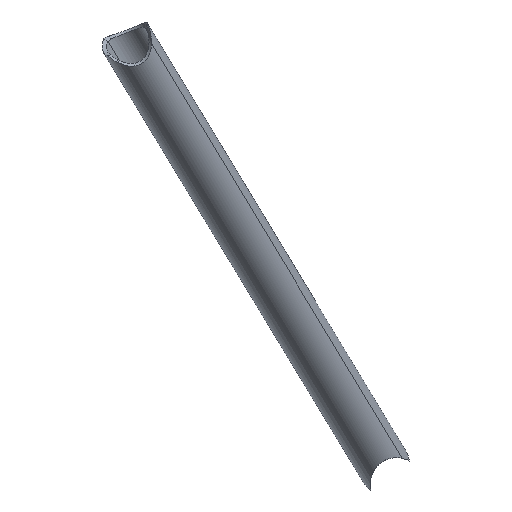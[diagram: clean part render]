
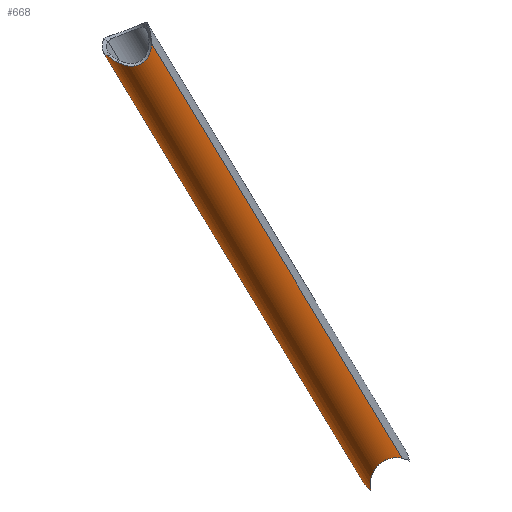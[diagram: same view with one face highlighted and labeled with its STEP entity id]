
A CAD part, left-side view. The second image highlights one B-rep face of the part: STEP entity #668.
In plain terms, the highlighted cylindrical face has radius 10 mm (diameter 20 mm), a partial arc.
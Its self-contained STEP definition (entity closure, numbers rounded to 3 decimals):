
#262=CARTESIAN_POINT('Vertex',(-2104.428,-211.608,274.608)) ;
#265=CARTESIAN_POINT('Line Origine',(-2021.843,-260.47,193.811)) ;
#269=CARTESIAN_POINT('Vertex',(-1943.732,-306.685,117.39)) ;
#322=CARTESIAN_POINT('Vertex',(-1935.082,-288.565,118.89)) ;
#325=CARTESIAN_POINT('Line Origine',(-2011.659,-243.257,193.811)) ;
#329=CARTESIAN_POINT('Vertex',(-2096.,-193.355,276.327)) ;
#495=CARTESIAN_POINT('Control Point',(-1940.76,-294.548,107.621)) ;
#496=CARTESIAN_POINT('Control Point',(-1941.993,-294.548,108.351)) ;
#497=CARTESIAN_POINT('Control Point',(-1943.215,-294.614,109.098)) ;
#498=CARTESIAN_POINT('Control Point',(-1944.401,-294.753,109.863)) ;
#499=CARTESIAN_POINT('Control Point',(-1946.219,-295.104,111.112)) ;
#500=CARTESIAN_POINT('Control Point',(-1947.865,-295.768,112.454)) ;
#501=CARTESIAN_POINT('Control Point',(-1948.421,-296.051,112.944)) ;
#502=CARTESIAN_POINT('Control Point',(-1949.25,-296.603,113.755)) ;
#503=CARTESIAN_POINT('Control Point',(-1949.881,-297.347,114.58)) ;
#504=CARTESIAN_POINT('Control Point',(-1950.086,-297.662,114.895)) ;
#505=CARTESIAN_POINT('Control Point',(-1950.375,-298.314,115.472)) ;
#506=CARTESIAN_POINT('Control Point',(-1950.456,-299.059,115.997)) ;
#507=CARTESIAN_POINT('Control Point',(-1950.443,-299.421,116.223)) ;
#508=CARTESIAN_POINT('Control Point',(-1950.289,-300.307,116.712)) ;
#509=CARTESIAN_POINT('Control Point',(-1949.886,-301.187,117.063)) ;
#510=CARTESIAN_POINT('Control Point',(-1949.583,-301.684,117.221)) ;
#511=CARTESIAN_POINT('Control Point',(-1948.732,-302.845,117.517)) ;
#512=CARTESIAN_POINT('Control Point',(-1947.679,-303.874,117.625)) ;
#513=CARTESIAN_POINT('Control Point',(-1947.015,-304.443,117.643)) ;
#514=CARTESIAN_POINT('Control Point',(-1945.967,-305.25,117.615)) ;
#515=CARTESIAN_POINT('Control Point',(-1944.872,-305.983,117.522)) ;
#516=CARTESIAN_POINT('Control Point',(-1944.496,-306.225,117.484)) ;
#517=CARTESIAN_POINT('Control Point',(-1944.116,-306.459,117.44)) ;
#518=CARTESIAN_POINT('Control Point',(-1943.732,-306.685,117.39)) ;
#519=CARTESIAN_POINT('Vertex',(-1940.76,-294.548,107.621)) ;
#542=CARTESIAN_POINT('Vertex',(-2104.637,-194.986,270.022)) ;
#546=CARTESIAN_POINT('Control Point',(-2104.637,-194.986,270.022)) ;
#547=CARTESIAN_POINT('Control Point',(-2104.666,-195.934,269.134)) ;
#548=CARTESIAN_POINT('Control Point',(-2104.763,-196.976,268.348)) ;
#549=CARTESIAN_POINT('Control Point',(-2104.887,-198.113,267.698)) ;
#550=CARTESIAN_POINT('Control Point',(-2105.034,-199.324,267.246)) ;
#551=CARTESIAN_POINT('Vertex',(-2105.034,-199.324,267.246)) ;
#569=CARTESIAN_POINT('Control Point',(-1936.848,-294.806,105.365)) ;
#570=CARTESIAN_POINT('Control Point',(-1937.823,-294.676,105.925)) ;
#571=CARTESIAN_POINT('Control Point',(-1938.805,-294.592,106.481)) ;
#572=CARTESIAN_POINT('Control Point',(-1939.786,-294.548,107.045)) ;
#573=CARTESIAN_POINT('Control Point',(-1940.76,-294.548,107.621)) ;
#574=CARTESIAN_POINT('Vertex',(-1936.848,-294.806,105.365)) ;
#601=CARTESIAN_POINT('Control Point',(-2104.637,-194.986,270.022)) ;
#602=CARTESIAN_POINT('Control Point',(-2103.349,-194.33,270.108)) ;
#603=CARTESIAN_POINT('Control Point',(-2102.023,-193.778,270.405)) ;
#604=CARTESIAN_POINT('Control Point',(-2100.706,-193.348,270.944)) ;
#605=CARTESIAN_POINT('Control Point',(-2098.74,-192.928,272.223)) ;
#606=CARTESIAN_POINT('Control Point',(-2097.219,-192.956,274.012)) ;
#607=CARTESIAN_POINT('Control Point',(-2096.723,-193.032,274.749)) ;
#608=CARTESIAN_POINT('Control Point',(-2096.317,-193.168,275.526)) ;
#609=CARTESIAN_POINT('Control Point',(-2096.,-193.355,276.327)) ;
#619=CARTESIAN_POINT('Axis2P3D Location',(-2016.751,-251.864,193.811)) ;
#625=CARTESIAN_POINT('Control Point',(-1936.848,-294.806,105.365)) ;
#626=CARTESIAN_POINT('Control Point',(-1936.345,-294.258,105.618)) ;
#627=CARTESIAN_POINT('Control Point',(-1935.852,-293.741,105.956)) ;
#628=CARTESIAN_POINT('Control Point',(-1935.39,-293.259,106.386)) ;
#629=CARTESIAN_POINT('Control Point',(-1934.5,-292.241,107.576)) ;
#630=CARTESIAN_POINT('Control Point',(-1934.023,-291.409,109.112)) ;
#631=CARTESIAN_POINT('Control Point',(-1933.902,-290.999,110.027)) ;
#632=CARTESIAN_POINT('Control Point',(-1933.819,-290.09,112.322)) ;
#633=CARTESIAN_POINT('Control Point',(-1934.146,-289.404,114.681)) ;
#634=CARTESIAN_POINT('Control Point',(-1934.411,-289.057,116.08)) ;
#635=CARTESIAN_POINT('Control Point',(-1934.728,-288.775,117.484)) ;
#636=CARTESIAN_POINT('Control Point',(-1935.082,-288.565,118.89)) ;
#639=CARTESIAN_POINT('Control Point',(-2105.034,-199.324,267.246)) ;
#640=CARTESIAN_POINT('Control Point',(-2104.988,-200.186,266.819)) ;
#641=CARTESIAN_POINT('Control Point',(-2104.95,-201.085,266.464)) ;
#642=CARTESIAN_POINT('Control Point',(-2104.915,-202.018,266.196)) ;
#643=CARTESIAN_POINT('Control Point',(-2104.859,-203.709,265.919)) ;
#644=CARTESIAN_POINT('Control Point',(-2104.807,-205.41,266.06)) ;
#645=CARTESIAN_POINT('Control Point',(-2104.785,-206.138,266.211)) ;
#646=CARTESIAN_POINT('Control Point',(-2104.744,-207.464,266.682)) ;
#647=CARTESIAN_POINT('Control Point',(-2104.703,-208.62,267.479)) ;
#648=CARTESIAN_POINT('Control Point',(-2104.683,-209.115,267.923)) ;
#649=CARTESIAN_POINT('Control Point',(-2104.638,-210.114,269.064)) ;
#650=CARTESIAN_POINT('Control Point',(-2104.591,-210.808,270.419)) ;
#651=CARTESIAN_POINT('Control Point',(-2104.563,-211.103,271.225)) ;
#652=CARTESIAN_POINT('Control Point',(-2104.522,-211.398,272.387)) ;
#653=CARTESIAN_POINT('Control Point',(-2104.474,-211.547,273.573)) ;
#654=CARTESIAN_POINT('Control Point',(-2104.459,-211.578,273.917)) ;
#655=CARTESIAN_POINT('Control Point',(-2104.444,-211.598,274.263)) ;
#656=CARTESIAN_POINT('Control Point',(-2104.428,-211.608,274.608)) ;
#266=DIRECTION('Vector Direction',(-0.658,0.39,0.644)) ;
#326=DIRECTION('Vector Direction',(-0.658,0.39,0.644)) ;
#620=DIRECTION('Axis2P3D Direction',(-0.658,0.39,0.644)) ;
#621=DIRECTION('Axis2P3D XDirection',(0.509,0.861,0.)) ;
#622=AXIS2_PLACEMENT_3D('Cylinder Axis2P3D',#619,#620,#621) ;
#659=ORIENTED_EDGE('',*,*,#610,.T.) ;
#660=ORIENTED_EDGE('',*,*,#331,.F.) ;
#661=ORIENTED_EDGE('',*,*,#637,.F.) ;
#662=ORIENTED_EDGE('',*,*,#576,.T.) ;
#663=ORIENTED_EDGE('',*,*,#521,.T.) ;
#664=ORIENTED_EDGE('',*,*,#271,.T.) ;
#665=ORIENTED_EDGE('',*,*,#657,.F.) ;
#666=ORIENTED_EDGE('',*,*,#553,.F.) ;
#267=VECTOR('Line Direction',#266,1.) ;
#327=VECTOR('Line Direction',#326,1.) ;
#668=ADVANCED_FACE('Corps principal',(#667),#623,.T.) ;
#494=B_SPLINE_CURVE_WITH_KNOTS('',5,(#495,#496,#497,#498,#499,#500,#501,#502,#503,#504,#505,#506,#507,#508,#509,#510,#511,#512,#513,#514,#515,#516,#517,#518),.UNSPECIFIED.,.F.,.U.,(6,3,3,3,3,3,3,6),(0.,10.13,15.706,19.132,22.13,26.319,32.488,35.659),.UNSPECIFIED.) ;
#545=B_SPLINE_CURVE_WITH_KNOTS('',4,(#546,#547,#548,#549,#550),.UNSPECIFIED.,.F.,.U.,(5,5),(0.643,7.998),.UNSPECIFIED.) ;
#568=B_SPLINE_CURVE_WITH_KNOTS('',4,(#569,#570,#571,#572,#573),.UNSPECIFIED.,.F.,.U.,(5,5),(0.087,6.488),.UNSPECIFIED.) ;
#600=B_SPLINE_CURVE_WITH_KNOTS('',5,(#601,#602,#603,#604,#605,#606,#607,#608,#609),.UNSPECIFIED.,.F.,.U.,(6,3,6),(11.522,21.755,27.987),.UNSPECIFIED.) ;
#624=B_SPLINE_CURVE_WITH_KNOTS('',5,(#625,#626,#627,#628,#629,#630,#631,#632,#633,#634,#635,#636),.UNSPECIFIED.,.F.,.U.,(6,3,3,6),(12.918,18.469,25.526,35.884),.UNSPECIFIED.) ;
#638=B_SPLINE_CURVE_WITH_KNOTS('',5,(#639,#640,#641,#642,#643,#644,#645,#646,#647,#648,#649,#650,#651,#652,#653,#654,#655,#656),.UNSPECIFIED.,.F.,.U.,(6,3,3,3,3,6),(13.677,20.49,25.686,30.349,36.351,38.799),.UNSPECIFIED.) ;
#623=CYLINDRICAL_SURFACE('generated cylinder',#622,10.) ;
#271=EDGE_CURVE('',#270,#263,#268,.T.) ;
#331=EDGE_CURVE('',#323,#330,#328,.T.) ;
#521=EDGE_CURVE('',#520,#270,#494,.T.) ;
#553=EDGE_CURVE('',#543,#552,#545,.T.) ;
#576=EDGE_CURVE('',#575,#520,#568,.T.) ;
#610=EDGE_CURVE('',#543,#330,#600,.T.) ;
#637=EDGE_CURVE('',#575,#323,#624,.T.) ;
#657=EDGE_CURVE('',#552,#263,#638,.T.) ;
#658=EDGE_LOOP('',(#659,#660,#661,#662,#663,#664,#665,#666)) ;
#667=FACE_OUTER_BOUND('',#658,.T.) ;
#268=LINE('Line',#265,#267) ;
#328=LINE('Line',#325,#327) ;
#263=VERTEX_POINT('',#262) ;
#270=VERTEX_POINT('',#269) ;
#323=VERTEX_POINT('',#322) ;
#330=VERTEX_POINT('',#329) ;
#520=VERTEX_POINT('',#519) ;
#543=VERTEX_POINT('',#542) ;
#552=VERTEX_POINT('',#551) ;
#575=VERTEX_POINT('',#574) ;
